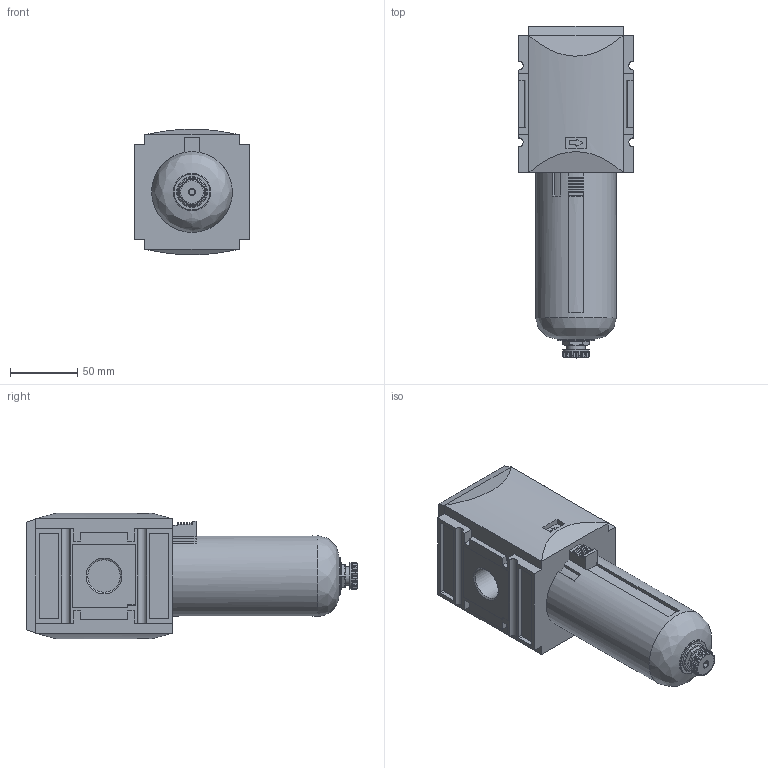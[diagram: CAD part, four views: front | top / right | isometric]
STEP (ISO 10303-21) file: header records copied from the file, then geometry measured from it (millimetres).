
FILE_DESCRIPTION( ( 'STEP AP214' ), ' ' );
FILE_NAME( '91304.FF00.stp', '2016-12-06T08:22:06', ( '' ), ( '' ), ' ', 'PARTsolutions', ' ' );
FILE_SCHEMA( ( 'AUTOMOTIVE_DESIGN { 1 0 10303 214 1 1 1 1 }' ) );
Length unit declared in the file: millimetre
Products named in the file (3): 91304.FF00; _FU 6130G 3/4000-1; _FU 6130_0
Assembly tree (2 placements, depth 2):
  91304.FF00
    _FU 6130G 3/4000-1
    _FU 6130_0
Bounding box: 85 x 247 x 93.27 mm (x, y, z)
Volume: 1086532 mm3; surface area: 94119.4 mm2
Topology: 2 solids, 2 shells, 351 faces, 934 edges, 612 vertices
Faces by surface type: plane 195, cylinder 118, cone 21, torus 16, bspline 1
Full cylindrical faces by diameter (mm): 4 x2, 8.566 x1, 14 x1, 20 x1, 22 x1, 23 x1, 24.117 x2, 27 x1, 60 x1
Entity records: 14111 total; most frequent: CARTESIAN_POINT 2723, ORIENTED_EDGE 1802, DIRECTION 1692, EDGE_CURVE 901, VERTEX_POINT 601, LINE 572, VECTOR 572, AXIS2_PLACEMENT_3D 560
